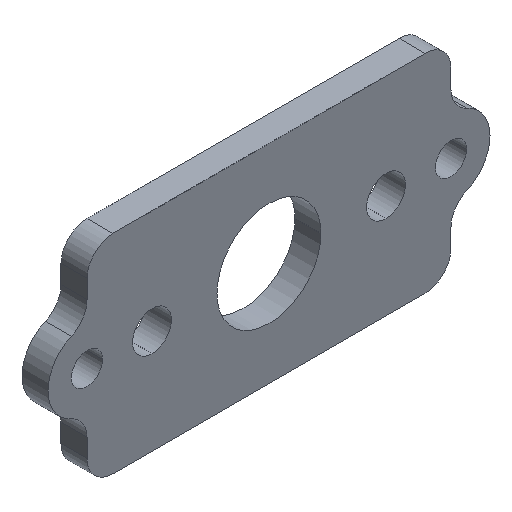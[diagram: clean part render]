
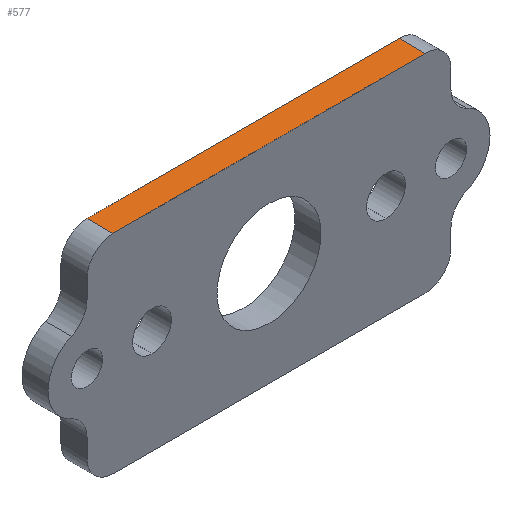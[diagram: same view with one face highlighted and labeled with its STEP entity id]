
A CAD part, isometric view. The second image highlights one B-rep face of the part: STEP entity #577.
In plain terms, the highlighted planar face has unit normal (0, 0, 1).
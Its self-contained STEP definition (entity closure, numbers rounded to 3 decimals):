
#4 = CARTESIAN_POINT ( 'NONE',  ( 7., 0., 4. ) ) ;
#12 = EDGE_CURVE ( 'NONE', #113, #468, #177, .T. ) ;
#34 = VECTOR ( 'NONE', #833, 1000. ) ;
#40 = ORIENTED_EDGE ( 'NONE', *, *, #906, .T. ) ;
#50 = CARTESIAN_POINT ( 'NONE',  ( 6., 0., 4. ) ) ;
#56 = CARTESIAN_POINT ( 'NONE',  ( 6., 0., 4. ) ) ;
#61 = DIRECTION ( 'NONE',  ( 0., 0., -1. ) ) ;
#113 = VERTEX_POINT ( 'NONE', #750 ) ;
#134 = CARTESIAN_POINT ( 'NONE',  ( 6., 1., 4. ) ) ;
#176 = VECTOR ( 'NONE', #371, 1000. ) ;
#177 = LINE ( 'NONE', #4, #968 ) ;
#199 = EDGE_LOOP ( 'NONE', ( #649, #339, #224, #40 ) ) ;
#214 = VECTOR ( 'NONE', #447, 1000. ) ;
#224 = ORIENTED_EDGE ( 'NONE', *, *, #770, .F. ) ;
#241 = LINE ( 'NONE', #592, #34 ) ;
#275 = CARTESIAN_POINT ( 'NONE',  ( -6., 1., 4. ) ) ;
#304 = AXIS2_PLACEMENT_3D ( 'NONE', #1044, #61, #467 ) ;
#330 = VERTEX_POINT ( 'NONE', #275 ) ;
#339 = ORIENTED_EDGE ( 'NONE', *, *, #423, .T. ) ;
#371 = DIRECTION ( 'NONE',  ( 0., 1., 0. ) ) ;
#423 = EDGE_CURVE ( 'NONE', #468, #481, #538, .T. ) ;
#447 = DIRECTION ( 'NONE',  ( 0., -1., 0. ) ) ;
#467 = DIRECTION ( 'NONE',  ( -1., 0., 0. ) ) ;
#468 = VERTEX_POINT ( 'NONE', #50 ) ;
#481 = VERTEX_POINT ( 'NONE', #134 ) ;
#538 = LINE ( 'NONE', #56, #176 ) ;
#559 = PLANE ( 'NONE',  #304 ) ;
#577 = ADVANCED_FACE ( 'NONE', ( #877 ), #559, .F. ) ;
#592 = CARTESIAN_POINT ( 'NONE',  ( 0., 1., 4. ) ) ;
#649 = ORIENTED_EDGE ( 'NONE', *, *, #12, .T. ) ;
#750 = CARTESIAN_POINT ( 'NONE',  ( -6., 0., 4. ) ) ;
#770 = EDGE_CURVE ( 'NONE', #330, #481, #241, .T. ) ;
#819 = LINE ( 'NONE', #850, #214 ) ;
#833 = DIRECTION ( 'NONE',  ( 1., 0., 0. ) ) ;
#850 = CARTESIAN_POINT ( 'NONE',  ( -6., 0., 4. ) ) ;
#877 = FACE_OUTER_BOUND ( 'NONE', #199, .T. ) ;
#906 = EDGE_CURVE ( 'NONE', #330, #113, #819, .T. ) ;
#968 = VECTOR ( 'NONE', #974, 1000. ) ;
#974 = DIRECTION ( 'NONE',  ( 1., 0., 0. ) ) ;
#1044 = CARTESIAN_POINT ( 'NONE',  ( 0., 0., 4. ) ) ;
